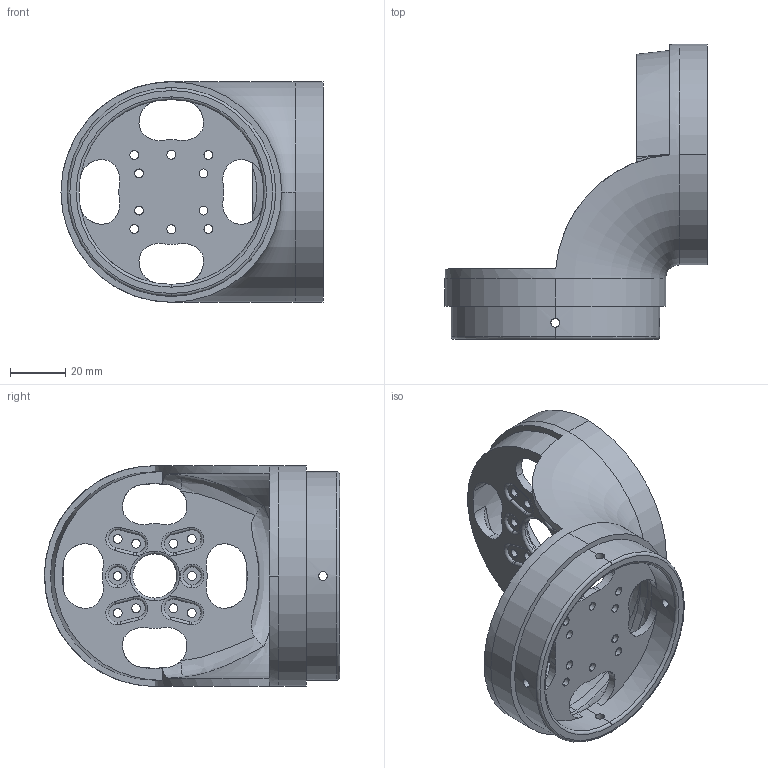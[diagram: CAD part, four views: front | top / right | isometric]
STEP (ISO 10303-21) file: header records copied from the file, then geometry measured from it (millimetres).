
FILE_DESCRIPTION (( 'STEP AP203' ), '1' );
FILE_NAME ('B2.STEP', '2024-08-28T16:07:20', ( '' ), ( '' ), 'SwSTEP 2.0', 'SolidWorks 2022', '' );
FILE_SCHEMA (( 'CONFIG_CONTROL_DESIGN' ));
Length unit declared in the file: millimetre
Products named in the file (1): B2
Bounding box: 95 x 107 x 80 mm (x, y, z)
Volume: 72166.7 mm3; surface area: 42075.8 mm2
Topology: 1 solids, 1 shells, 242 faces, 688 edges, 446 vertices
Faces by surface type: cylinder 139, torus 61, plane 24, bspline 18
Entity records: 9766 total; most frequent: CARTESIAN_POINT 3082, DIRECTION 1498, ORIENTED_EDGE 1372, EDGE_CURVE 686, AXIS2_PLACEMENT_3D 665, VERTEX_POINT 446, CIRCLE 440, EDGE_LOOP 308
